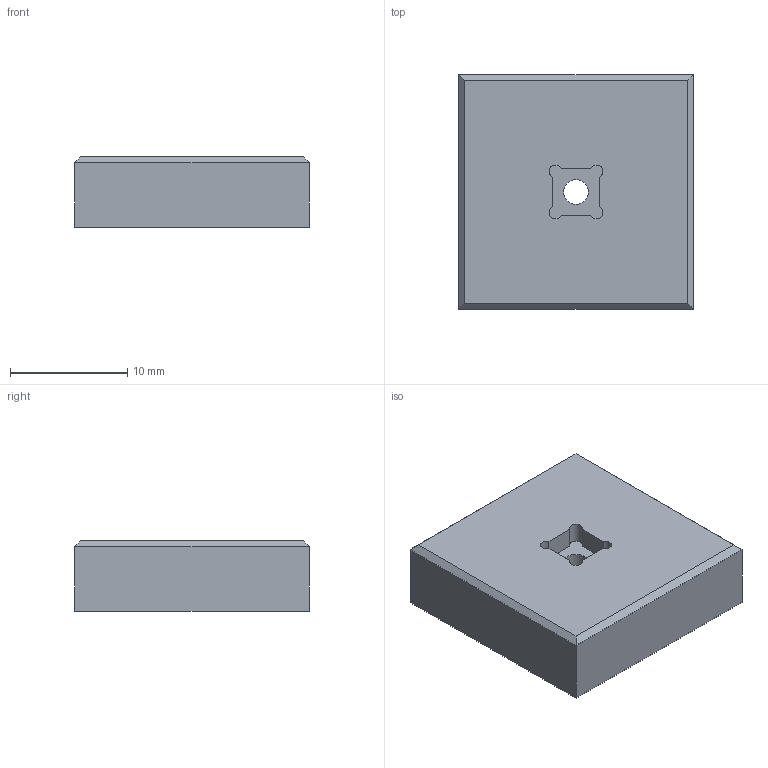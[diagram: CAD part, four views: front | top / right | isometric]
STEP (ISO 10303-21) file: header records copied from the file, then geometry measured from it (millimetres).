
FILE_DESCRIPTION(/* description */ (''),/* implementation_level */ '2;1');
FILE_NAME(/* name */ 'Gluejig.stp',/* time_stamp */ '2019-05-08T10:13:01+02:00',/* author */ ('veldhuijzen'),/* organization */ (''),/* preprocessor_version */ 'ST-DEVELOPER v18',/* originating_system */ 'Autodesk Inventor 2020',/* authorisation */ '');
FILE_SCHEMA (('AUTOMOTIVE_DESIGN { 1 0 10303 214 3 1 1 }'));
Length unit declared in the file: millimetre
Products named in the file (1): Gluejig
Bounding box: 20 x 20 x 6 mm (x, y, z)
Volume: 2344.8 mm3; surface area: 1309.3 mm2
Topology: 1 solids, 1 shells, 20 faces, 48 edges, 31 vertices
Faces by surface type: plane 15, cylinder 5
Full cylindrical faces by diameter (mm): 2.1 x1
Entity records: 624 total; most frequent: DIRECTION 101, CARTESIAN_POINT 100, ORIENTED_EDGE 96, EDGE_CURVE 48, LINE 37, VECTOR 37, AXIS2_PLACEMENT_3D 32, VERTEX_POINT 31
